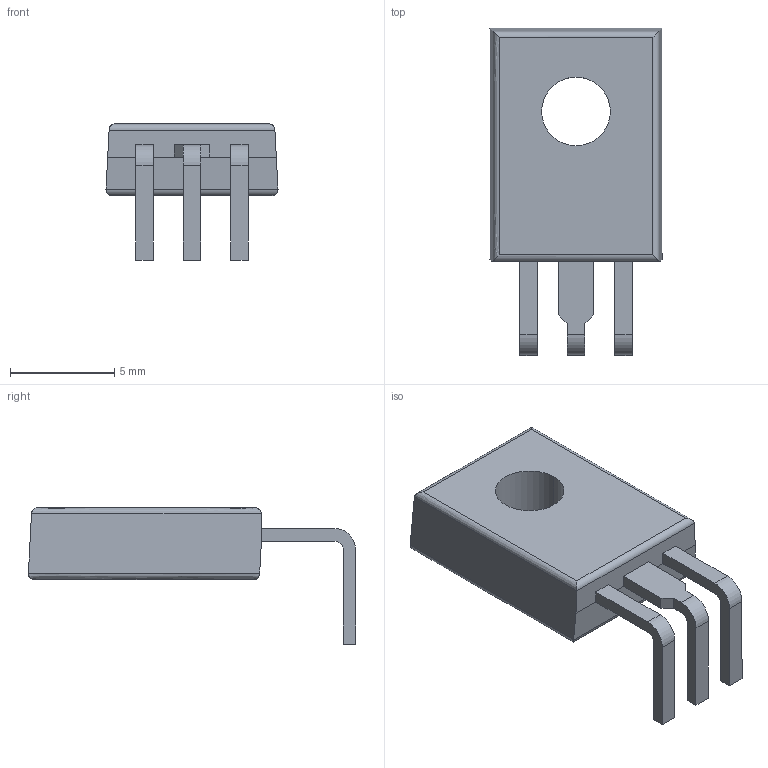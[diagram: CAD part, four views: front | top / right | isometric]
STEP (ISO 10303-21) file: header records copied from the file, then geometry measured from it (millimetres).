
FILE_DESCRIPTION((''),'2;1');
FILE_NAME('TO-126-H.stp','2009-12-01T17:04:35',(''),(''),'Mechanical Desktop 2009','Mechanical Desktop 2009',', , ');
FILE_SCHEMA(('AUTOMOTIVE_DESIGN { 1 2 10303 214 1 1 1 1 }'));
Length unit declared in the file: millimetre
Products named in the file (1): Product
Bounding box: 8.27 x 15.73 x 6.55 mm (x, y, z)
Volume: 295.4 mm3; surface area: 539.5 mm2
Topology: 5 solids, 5 shells, 64 faces, 156 edges, 103 vertices
Faces by surface type: plane 33, cylinder 16, bspline 15
Entity records: 1951 total; most frequent: CARTESIAN_POINT 397, ORIENTED_EDGE 312, DIRECTION 289, EDGE_CURVE 156, VECTOR 123, LINE 123, VERTEX_POINT 103, AXIS2_PLACEMENT_3D 83
